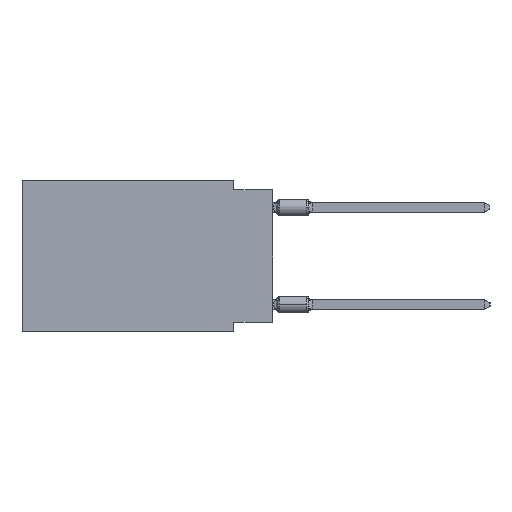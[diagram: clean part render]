
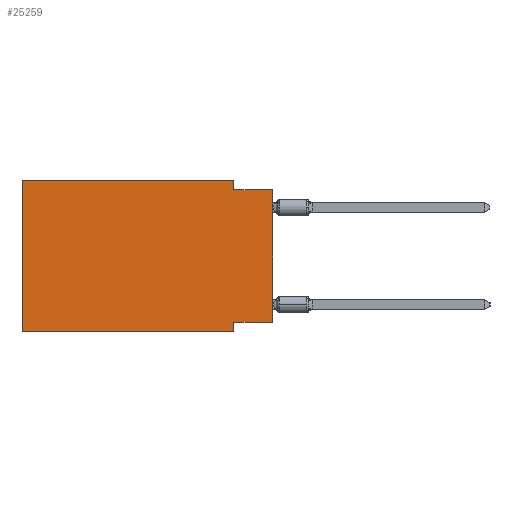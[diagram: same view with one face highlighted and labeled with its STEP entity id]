
A CAD part, left-side view. The second image highlights one B-rep face of the part: STEP entity #25259.
In plain terms, the highlighted planar face has unit normal (-1, 0, 0).
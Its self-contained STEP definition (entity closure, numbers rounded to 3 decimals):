
#45 = LINE ( 'NONE', #36470, #25025 ) ;
#311 = EDGE_CURVE ( 'NONE', #33571, #26929, #25294, .T. ) ;
#1386 = DIRECTION ( 'NONE',  ( 0., -1., 0. ) ) ;
#1472 = LINE ( 'NONE', #45915, #40798 ) ;
#1489 = EDGE_CURVE ( 'NONE', #11312, #41519, #45, .T. ) ;
#2433 = DIRECTION ( 'NONE',  ( 0., -1., 0. ) ) ;
#4963 = EDGE_CURVE ( 'NONE', #5251, #7219, #13747, .T. ) ;
#5251 = VERTEX_POINT ( 'NONE', #19525 ) ;
#5616 = DIRECTION ( 'NONE',  ( 0., 0., 1. ) ) ;
#5721 = VECTOR ( 'NONE', #47255, 1000. ) ;
#6380 = DIRECTION ( 'NONE',  ( 0., 0., -1. ) ) ;
#6616 = FACE_OUTER_BOUND ( 'NONE', #32395, .T. ) ;
#7219 = VERTEX_POINT ( 'NONE', #10671 ) ;
#7378 = ORIENTED_EDGE ( 'NONE', *, *, #17257, .T. ) ;
#8140 = DIRECTION ( 'NONE',  ( 0., -1., 0. ) ) ;
#8218 = ORIENTED_EDGE ( 'NONE', *, *, #311, .F. ) ;
#9144 = CARTESIAN_POINT ( 'NONE',  ( 0., 0., 0. ) ) ;
#10032 = PLANE ( 'NONE',  #46469 ) ;
#10671 = CARTESIAN_POINT ( 'NONE',  ( 0., 0., -0.635 ) ) ;
#11307 = CARTESIAN_POINT ( 'NONE',  ( 0., 2.54, -9.906 ) ) ;
#11312 = VERTEX_POINT ( 'NONE', #15745 ) ;
#11453 = CARTESIAN_POINT ( 'NONE',  ( 0., 2.54, -9.906 ) ) ;
#13747 = LINE ( 'NONE', #9144, #5721 ) ;
#14542 = VERTEX_POINT ( 'NONE', #25744 ) ;
#14594 = VECTOR ( 'NONE', #1386, 1000. ) ;
#15041 = ORIENTED_EDGE ( 'NONE', *, *, #34966, .F. ) ;
#15745 = CARTESIAN_POINT ( 'NONE',  ( 0., 2.54, 0. ) ) ;
#17256 = LINE ( 'NONE', #39128, #40123 ) ;
#17257 = EDGE_CURVE ( 'NONE', #40422, #26929, #1472, .T. ) ;
#17771 = DIRECTION ( 'NONE',  ( 1., 0., 0. ) ) ;
#18396 = CARTESIAN_POINT ( 'NONE',  ( 0., 2.54, -9.271 ) ) ;
#19525 = CARTESIAN_POINT ( 'NONE',  ( 0., 0., -9.271 ) ) ;
#20085 = LINE ( 'NONE', #31003, #14594 ) ;
#20545 = ORIENTED_EDGE ( 'NONE', *, *, #4963, .T. ) ;
#21811 = ORIENTED_EDGE ( 'NONE', *, *, #40210, .F. ) ;
#22569 = VECTOR ( 'NONE', #36945, 1000. ) ;
#25025 = VECTOR ( 'NONE', #40365, 1000. ) ;
#25259 = ADVANCED_FACE ( 'NONE', ( #6616 ), #10032, .F. ) ;
#25294 = LINE ( 'NONE', #11453, #22569 ) ;
#25744 = CARTESIAN_POINT ( 'NONE',  ( 0., 16.383, 0. ) ) ;
#26587 = LINE ( 'NONE', #41414, #45539 ) ;
#26929 = VERTEX_POINT ( 'NONE', #11307 ) ;
#27188 = CARTESIAN_POINT ( 'NONE',  ( 0., 0., -9.271 ) ) ;
#29002 = ORIENTED_EDGE ( 'NONE', *, *, #33621, .F. ) ;
#31003 = CARTESIAN_POINT ( 'NONE',  ( 0., 16.383, 0. ) ) ;
#31423 = CARTESIAN_POINT ( 'NONE',  ( 0., 16.383, -9.906 ) ) ;
#32395 = EDGE_LOOP ( 'NONE', ( #20545, #21811, #34882, #29002, #46962, #7378, #8218, #15041 ) ) ;
#33014 = CARTESIAN_POINT ( 'NONE',  ( 0., 2.54, -0.635 ) ) ;
#33571 = VERTEX_POINT ( 'NONE', #18396 ) ;
#33621 = EDGE_CURVE ( 'NONE', #14542, #11312, #20085, .T. ) ;
#34882 = ORIENTED_EDGE ( 'NONE', *, *, #1489, .F. ) ;
#34966 = EDGE_CURVE ( 'NONE', #5251, #33571, #45663, .T. ) ;
#36470 = CARTESIAN_POINT ( 'NONE',  ( 0., 2.54, 0. ) ) ;
#36945 = DIRECTION ( 'NONE',  ( 0., 0., -1. ) ) ;
#39128 = CARTESIAN_POINT ( 'NONE',  ( 0., 16.383, 0. ) ) ;
#39189 = EDGE_CURVE ( 'NONE', #40422, #14542, #17256, .T. ) ;
#39640 = CARTESIAN_POINT ( 'NONE',  ( 0., 16.383, 0. ) ) ;
#40123 = VECTOR ( 'NONE', #5616, 1000. ) ;
#40210 = EDGE_CURVE ( 'NONE', #41519, #7219, #26587, .T. ) ;
#40365 = DIRECTION ( 'NONE',  ( 0., 0., -1. ) ) ;
#40422 = VERTEX_POINT ( 'NONE', #31423 ) ;
#40798 = VECTOR ( 'NONE', #2433, 1000. ) ;
#41413 = VECTOR ( 'NONE', #42011, 1000. ) ;
#41414 = CARTESIAN_POINT ( 'NONE',  ( 0., 0., -0.635 ) ) ;
#41519 = VERTEX_POINT ( 'NONE', #33014 ) ;
#42011 = DIRECTION ( 'NONE',  ( 0., 1., 0. ) ) ;
#45539 = VECTOR ( 'NONE', #8140, 1000. ) ;
#45663 = LINE ( 'NONE', #27188, #41413 ) ;
#45915 = CARTESIAN_POINT ( 'NONE',  ( 0., 16.383, -9.906 ) ) ;
#46469 = AXIS2_PLACEMENT_3D ( 'NONE', #39640, #17771, #6380 ) ;
#46962 = ORIENTED_EDGE ( 'NONE', *, *, #39189, .F. ) ;
#47255 = DIRECTION ( 'NONE',  ( 0., 0., 1. ) ) ;
